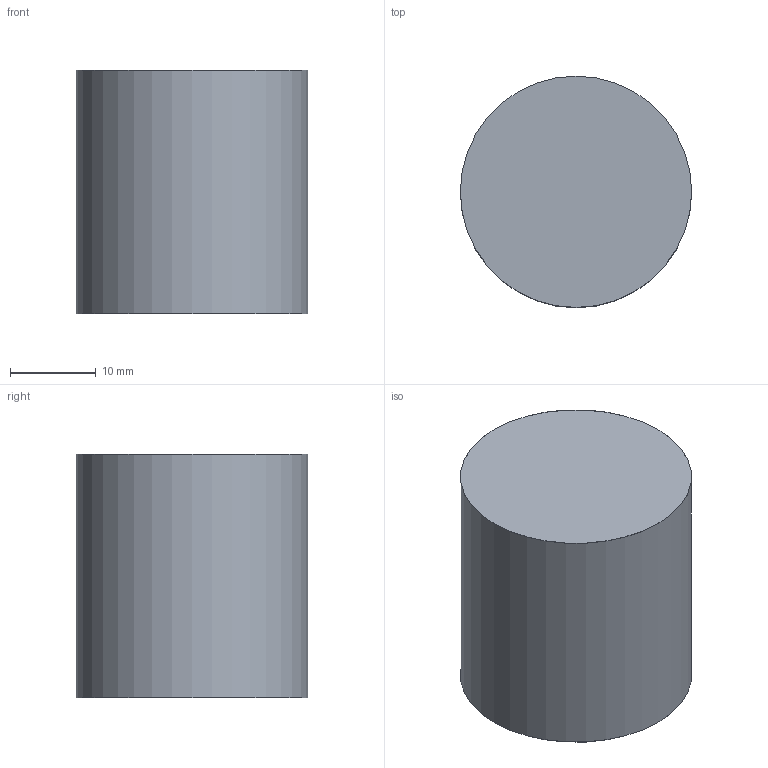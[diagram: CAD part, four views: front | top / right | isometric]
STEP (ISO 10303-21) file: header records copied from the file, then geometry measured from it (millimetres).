
FILE_DESCRIPTION(('FreeCAD Model'),'2;1');
FILE_NAME('Open CASCADE Shape Model','2024-02-22T13:51:27',( 'Luca Barion'),(''),'Open CASCADE STEP processor 7.6','FreeCAD', 'Unknown');
FILE_SCHEMA(('AUTOMOTIVE_DESIGN { 1 0 10303 214 1 1 1 1 }'));
Length unit declared in the file: millimetre
Products named in the file (7): root; al_window_entrance; GDMLTube_al_window_entrance; al_window_exit; GDMLTube_al_window_exit; ttargetCell; GDMLTube_ttargetCell
Assembly tree (6 placements, depth 3):
  root
    al_window_entrance
      GDMLTube_al_window_entrance
    al_window_exit
      GDMLTube_al_window_exit
    ttargetCell
      GDMLTube_ttargetCell
Bounding box: 27 x 27 x 28.45 mm (x, y, z)
Volume: 16289.2 mm3; surface area: 5848.5 mm2
Topology: 3 solids, 3 shells, 9 faces, 9 edges, 6 vertices
Faces by surface type: plane 6, cylinder 3
Full cylindrical faces by diameter (mm): 27 x3
Entity records: 433 total; most frequent: DIRECTION 65, CARTESIAN_POINT 49, AXIS2_PLACEMENT_3D 22, ORIENTED_EDGE 18, PCURVE 18, DEFINITIONAL_REPRESENTATION 18, LINE 15, VECTOR 15
